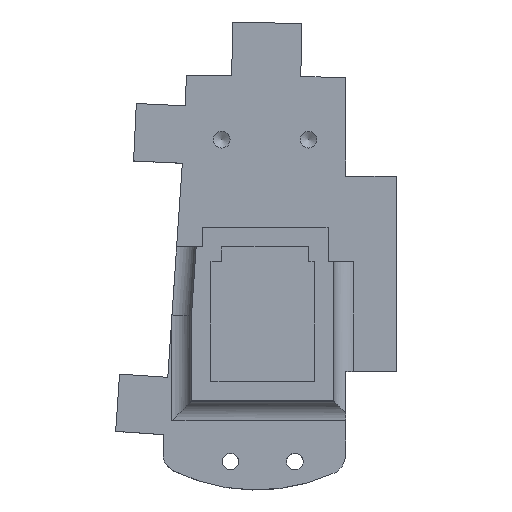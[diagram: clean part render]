
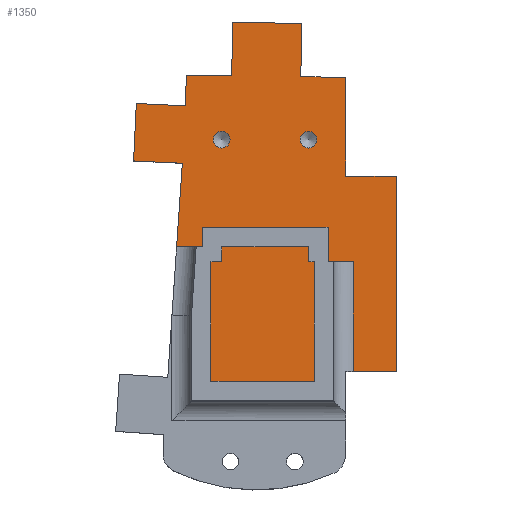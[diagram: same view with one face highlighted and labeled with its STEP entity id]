
A CAD part, top view. The second image highlights one B-rep face of the part: STEP entity #1350.
In plain terms, the highlighted planar face has unit normal (0, 0, 1).
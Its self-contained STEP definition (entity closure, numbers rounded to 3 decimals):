
#50=FACE_BOUND('',#223,.T.);
#51=FACE_BOUND('',#224,.T.);
#83=PLANE('',#1453);
#153=FACE_OUTER_BOUND('',#222,.T.);
#222=EDGE_LOOP('',(#973,#974,#975,#976,#977,#978,#979,#980,#981,#982,#983,
#984,#985,#986,#987,#988,#989,#990,#991,#992,#993,#994,#995,#996,#997,#998,
#999,#1000));
#223=EDGE_LOOP('',(#1001,#1002));
#224=EDGE_LOOP('',(#1003,#1004));
#306=LINE('',#1986,#429);
#314=LINE('',#2011,#437);
#315=LINE('',#2013,#438);
#316=LINE('',#2014,#439);
#317=LINE('',#2016,#440);
#318=LINE('',#2018,#441);
#319=LINE('',#2020,#442);
#320=LINE('',#2022,#443);
#321=LINE('',#2024,#444);
#322=LINE('',#2026,#445);
#323=LINE('',#2028,#446);
#324=LINE('',#2030,#447);
#325=LINE('',#2032,#448);
#326=LINE('',#2034,#449);
#327=LINE('',#2036,#450);
#328=LINE('',#2038,#451);
#329=LINE('',#2040,#452);
#330=LINE('',#2042,#453);
#331=LINE('',#2044,#454);
#332=LINE('',#2046,#455);
#333=LINE('',#2048,#456);
#334=LINE('',#2050,#457);
#335=LINE('',#2052,#458);
#336=LINE('',#2054,#459);
#337=LINE('',#2056,#460);
#338=LINE('',#2058,#461);
#339=LINE('',#2060,#462);
#340=LINE('',#2061,#463);
#429=VECTOR('',#1602,10.);
#437=VECTOR('',#1626,10.);
#438=VECTOR('',#1627,10.);
#439=VECTOR('',#1628,10.);
#440=VECTOR('',#1629,10.);
#441=VECTOR('',#1630,10.);
#442=VECTOR('',#1631,10.);
#443=VECTOR('',#1632,10.);
#444=VECTOR('',#1633,10.);
#445=VECTOR('',#1634,10.);
#446=VECTOR('',#1635,10.);
#447=VECTOR('',#1636,10.);
#448=VECTOR('',#1637,10.);
#449=VECTOR('',#1638,10.);
#450=VECTOR('',#1639,10.);
#451=VECTOR('',#1640,10.);
#452=VECTOR('',#1641,10.);
#453=VECTOR('',#1642,10.);
#454=VECTOR('',#1643,10.);
#455=VECTOR('',#1644,10.);
#456=VECTOR('',#1645,10.);
#457=VECTOR('',#1646,10.);
#458=VECTOR('',#1647,10.);
#459=VECTOR('',#1648,10.);
#460=VECTOR('',#1649,10.);
#461=VECTOR('',#1650,10.);
#462=VECTOR('',#1651,10.);
#463=VECTOR('',#1652,10.);
#545=CIRCLE('',#1434,0.856);
#546=CIRCLE('',#1435,0.856);
#549=CIRCLE('',#1440,0.856);
#550=CIRCLE('',#1441,0.856);
#592=VERTEX_POINT('',#1951);
#593=VERTEX_POINT('',#1952);
#597=VERTEX_POINT('',#1964);
#598=VERTEX_POINT('',#1965);
#605=VERTEX_POINT('',#1983);
#606=VERTEX_POINT('',#1985);
#614=VERTEX_POINT('',#2006);
#615=VERTEX_POINT('',#2010);
#616=VERTEX_POINT('',#2012);
#617=VERTEX_POINT('',#2015);
#618=VERTEX_POINT('',#2017);
#619=VERTEX_POINT('',#2019);
#620=VERTEX_POINT('',#2021);
#621=VERTEX_POINT('',#2023);
#622=VERTEX_POINT('',#2025);
#623=VERTEX_POINT('',#2027);
#624=VERTEX_POINT('',#2029);
#625=VERTEX_POINT('',#2031);
#626=VERTEX_POINT('',#2033);
#627=VERTEX_POINT('',#2035);
#628=VERTEX_POINT('',#2037);
#629=VERTEX_POINT('',#2039);
#630=VERTEX_POINT('',#2041);
#631=VERTEX_POINT('',#2043);
#632=VERTEX_POINT('',#2045);
#633=VERTEX_POINT('',#2047);
#634=VERTEX_POINT('',#2049);
#635=VERTEX_POINT('',#2051);
#636=VERTEX_POINT('',#2053);
#637=VERTEX_POINT('',#2055);
#638=VERTEX_POINT('',#2057);
#639=VERTEX_POINT('',#2059);
#730=EDGE_CURVE('',#592,#593,#545,.T.);
#731=EDGE_CURVE('',#593,#592,#546,.T.);
#736=EDGE_CURVE('',#597,#598,#549,.T.);
#737=EDGE_CURVE('',#598,#597,#550,.T.);
#746=EDGE_CURVE('',#606,#605,#306,.T.);
#758=EDGE_CURVE('',#614,#615,#314,.T.);
#759=EDGE_CURVE('',#615,#616,#315,.T.);
#760=EDGE_CURVE('',#616,#606,#316,.T.);
#761=EDGE_CURVE('',#605,#617,#317,.T.);
#762=EDGE_CURVE('',#617,#618,#318,.T.);
#763=EDGE_CURVE('',#618,#619,#319,.T.);
#764=EDGE_CURVE('',#619,#620,#320,.T.);
#765=EDGE_CURVE('',#620,#621,#321,.T.);
#766=EDGE_CURVE('',#621,#622,#322,.T.);
#767=EDGE_CURVE('',#622,#623,#323,.T.);
#768=EDGE_CURVE('',#623,#624,#324,.T.);
#769=EDGE_CURVE('',#624,#625,#325,.T.);
#770=EDGE_CURVE('',#626,#625,#326,.T.);
#771=EDGE_CURVE('',#626,#627,#327,.T.);
#772=EDGE_CURVE('',#627,#628,#328,.T.);
#773=EDGE_CURVE('',#628,#629,#329,.T.);
#774=EDGE_CURVE('',#629,#630,#330,.T.);
#775=EDGE_CURVE('',#630,#631,#331,.T.);
#776=EDGE_CURVE('',#631,#632,#332,.T.);
#777=EDGE_CURVE('',#632,#633,#333,.T.);
#778=EDGE_CURVE('',#633,#634,#334,.T.);
#779=EDGE_CURVE('',#634,#635,#335,.T.);
#780=EDGE_CURVE('',#635,#636,#336,.T.);
#781=EDGE_CURVE('',#636,#637,#337,.T.);
#782=EDGE_CURVE('',#637,#638,#338,.T.);
#783=EDGE_CURVE('',#638,#639,#339,.T.);
#784=EDGE_CURVE('',#639,#614,#340,.T.);
#973=ORIENTED_EDGE('',*,*,#758,.T.);
#974=ORIENTED_EDGE('',*,*,#759,.T.);
#975=ORIENTED_EDGE('',*,*,#760,.T.);
#976=ORIENTED_EDGE('',*,*,#746,.T.);
#977=ORIENTED_EDGE('',*,*,#761,.T.);
#978=ORIENTED_EDGE('',*,*,#762,.T.);
#979=ORIENTED_EDGE('',*,*,#763,.T.);
#980=ORIENTED_EDGE('',*,*,#764,.T.);
#981=ORIENTED_EDGE('',*,*,#765,.T.);
#982=ORIENTED_EDGE('',*,*,#766,.T.);
#983=ORIENTED_EDGE('',*,*,#767,.T.);
#984=ORIENTED_EDGE('',*,*,#768,.T.);
#985=ORIENTED_EDGE('',*,*,#769,.T.);
#986=ORIENTED_EDGE('',*,*,#770,.F.);
#987=ORIENTED_EDGE('',*,*,#771,.T.);
#988=ORIENTED_EDGE('',*,*,#772,.T.);
#989=ORIENTED_EDGE('',*,*,#773,.T.);
#990=ORIENTED_EDGE('',*,*,#774,.T.);
#991=ORIENTED_EDGE('',*,*,#775,.T.);
#992=ORIENTED_EDGE('',*,*,#776,.T.);
#993=ORIENTED_EDGE('',*,*,#777,.T.);
#994=ORIENTED_EDGE('',*,*,#778,.T.);
#995=ORIENTED_EDGE('',*,*,#779,.T.);
#996=ORIENTED_EDGE('',*,*,#780,.T.);
#997=ORIENTED_EDGE('',*,*,#781,.T.);
#998=ORIENTED_EDGE('',*,*,#782,.T.);
#999=ORIENTED_EDGE('',*,*,#783,.T.);
#1000=ORIENTED_EDGE('',*,*,#784,.T.);
#1001=ORIENTED_EDGE('',*,*,#730,.T.);
#1002=ORIENTED_EDGE('',*,*,#731,.T.);
#1003=ORIENTED_EDGE('',*,*,#736,.T.);
#1004=ORIENTED_EDGE('',*,*,#737,.T.);
#1350=ADVANCED_FACE('',(#153,#50,#51),#83,.T.);
#1434=AXIS2_PLACEMENT_3D('',#1953,#1570,#1571);
#1435=AXIS2_PLACEMENT_3D('',#1954,#1572,#1573);
#1440=AXIS2_PLACEMENT_3D('',#1966,#1584,#1585);
#1441=AXIS2_PLACEMENT_3D('',#1967,#1586,#1587);
#1453=AXIS2_PLACEMENT_3D('',#2009,#1624,#1625);
#1570=DIRECTION('center_axis',(0.,0.,-1.));
#1571=DIRECTION('ref_axis',(1.,0.,0.));
#1572=DIRECTION('center_axis',(0.,0.,-1.));
#1573=DIRECTION('ref_axis',(1.,0.,0.));
#1584=DIRECTION('center_axis',(0.,0.,-1.));
#1585=DIRECTION('ref_axis',(1.,0.,0.));
#1586=DIRECTION('center_axis',(0.,0.,-1.));
#1587=DIRECTION('ref_axis',(1.,0.,0.));
#1602=DIRECTION('',(0.,-1.,0.));
#1624=DIRECTION('center_axis',(0.,0.,1.));
#1625=DIRECTION('ref_axis',(1.,0.,0.));
#1626=DIRECTION('',(1.,0.,0.));
#1627=DIRECTION('',(0.,1.,0.));
#1628=DIRECTION('',(1.,0.,0.));
#1629=DIRECTION('',(-1.,0.,0.));
#1630=DIRECTION('',(0.,-1.,0.));
#1631=DIRECTION('',(1.,0.,0.));
#1632=DIRECTION('',(0.,1.,0.));
#1633=DIRECTION('',(-1.,0.,0.));
#1634=DIRECTION('',(0.,1.,0.));
#1635=DIRECTION('',(1.,0.,0.));
#1636=DIRECTION('',(0.,-1.,0.));
#1637=DIRECTION('',(1.,0.,0.));
#1638=DIRECTION('',(0.,1.,0.));
#1639=DIRECTION('',(1.,0.,0.));
#1640=DIRECTION('',(0.,1.,0.));
#1641=DIRECTION('',(-1.,0.,0.));
#1642=DIRECTION('',(0.,1.,0.));
#1643=DIRECTION('',(-1.,0.014,0.));
#1644=DIRECTION('',(0.023,1.,0.));
#1645=DIRECTION('',(-1.,0.023,0.));
#1646=DIRECTION('',(-0.023,-1.,0.));
#1647=DIRECTION('',(-1.,0.014,0.));
#1648=DIRECTION('',(-0.047,-0.999,0.));
#1649=DIRECTION('',(-0.999,0.047,0.));
#1650=DIRECTION('',(-0.047,-0.999,0.));
#1651=DIRECTION('',(0.999,-0.047,0.));
#1652=DIRECTION('',(-0.068,-0.998,0.));
#1951=CARTESIAN_POINT('',(-3.405,13.071,3.12));
#1952=CARTESIAN_POINT('',(-5.118,13.071,3.12));
#1953=CARTESIAN_POINT('Origin',(-4.262,13.071,3.12));
#1954=CARTESIAN_POINT('Origin',(-4.262,13.071,3.12));
#1964=CARTESIAN_POINT('',(5.495,13.071,3.12));
#1965=CARTESIAN_POINT('',(3.782,13.071,3.12));
#1966=CARTESIAN_POINT('Origin',(4.638,13.071,3.12));
#1967=CARTESIAN_POINT('Origin',(4.638,13.071,3.12));
#1983=CARTESIAN_POINT('',(-4.262,0.571,3.12));
#1985=CARTESIAN_POINT('',(-4.262,4.071,3.12));
#1986=CARTESIAN_POINT('',(-4.262,0.86,3.12));
#2006=CARTESIAN_POINT('',(-8.884,2.071,3.12));
#2009=CARTESIAN_POINT('Origin',(-0.745,1.148,3.12));
#2010=CARTESIAN_POINT('',(-6.262,2.071,3.12));
#2011=CARTESIAN_POINT('',(-3.503,2.071,3.12));
#2012=CARTESIAN_POINT('',(-6.262,4.071,3.12));
#2013=CARTESIAN_POINT('',(-6.262,2.61,3.12));
#2014=CARTESIAN_POINT('',(2.947,4.071,3.12));
#2015=CARTESIAN_POINT('',(-5.362,0.571,3.12));
#2016=CARTESIAN_POINT('',(-3.053,0.571,3.12));
#2017=CARTESIAN_POINT('',(-5.362,-11.729,3.12));
#2018=CARTESIAN_POINT('',(-5.362,-5.29,3.12));
#2019=CARTESIAN_POINT('',(5.238,-11.729,3.12));
#2020=CARTESIAN_POINT('',(2.247,-11.729,3.12));
#2021=CARTESIAN_POINT('',(5.238,0.571,3.12));
#2022=CARTESIAN_POINT('',(5.238,0.86,3.12));
#2023=CARTESIAN_POINT('',(4.638,0.571,3.12));
#2024=CARTESIAN_POINT('',(1.947,0.571,3.12));
#2025=CARTESIAN_POINT('',(4.638,4.071,3.12));
#2026=CARTESIAN_POINT('',(4.638,1.61,3.12));
#2027=CARTESIAN_POINT('',(6.638,4.071,3.12));
#2028=CARTESIAN_POINT('',(2.947,4.071,3.12));
#2029=CARTESIAN_POINT('',(6.638,0.571,3.12));
#2030=CARTESIAN_POINT('',(6.638,0.86,3.12));
#2031=CARTESIAN_POINT('',(9.238,0.571,3.12));
#2032=CARTESIAN_POINT('',(3.247,0.571,3.12));
#2033=CARTESIAN_POINT('',(9.238,-10.691,3.12));
#2034=CARTESIAN_POINT('',(9.238,-6.29,3.12));
#2035=CARTESIAN_POINT('',(13.647,-10.691,3.12));
#2036=CARTESIAN_POINT('',(8.432,-10.691,3.12));
#2037=CARTESIAN_POINT('',(13.647,9.335,3.12));
#2038=CARTESIAN_POINT('',(13.647,-10.691,3.12));
#2039=CARTESIAN_POINT('',(8.432,9.335,3.12));
#2040=CARTESIAN_POINT('',(13.647,9.335,3.12));
#2041=CARTESIAN_POINT('',(8.432,19.463,3.12));
#2042=CARTESIAN_POINT('',(8.432,9.335,3.12));
#2043=CARTESIAN_POINT('',(3.844,19.527,3.12));
#2044=CARTESIAN_POINT('',(8.432,19.463,3.12));
#2045=CARTESIAN_POINT('',(3.971,24.972,3.12));
#2046=CARTESIAN_POINT('',(3.844,19.527,3.12));
#2047=CARTESIAN_POINT('',(-3.119,25.138,3.12));
#2048=CARTESIAN_POINT('',(3.971,24.972,3.12));
#2049=CARTESIAN_POINT('',(-3.243,19.626,3.12));
#2050=CARTESIAN_POINT('',(-3.119,25.138,3.12));
#2051=CARTESIAN_POINT('',(-7.872,19.691,3.12));
#2052=CARTESIAN_POINT('',(-3.243,19.626,3.12));
#2053=CARTESIAN_POINT('',(-8.021,16.545,3.12));
#2054=CARTESIAN_POINT('',(-7.872,19.691,3.12));
#2055=CARTESIAN_POINT('',(-13.015,16.781,3.12));
#2056=CARTESIAN_POINT('',(-8.021,16.545,3.12));
#2057=CARTESIAN_POINT('',(-13.294,10.891,3.12));
#2058=CARTESIAN_POINT('',(-13.015,16.781,3.12));
#2059=CARTESIAN_POINT('',(-8.3,10.655,3.12));
#2060=CARTESIAN_POINT('',(-13.294,10.891,3.12));
#2061=CARTESIAN_POINT('',(-8.3,10.655,3.12));
